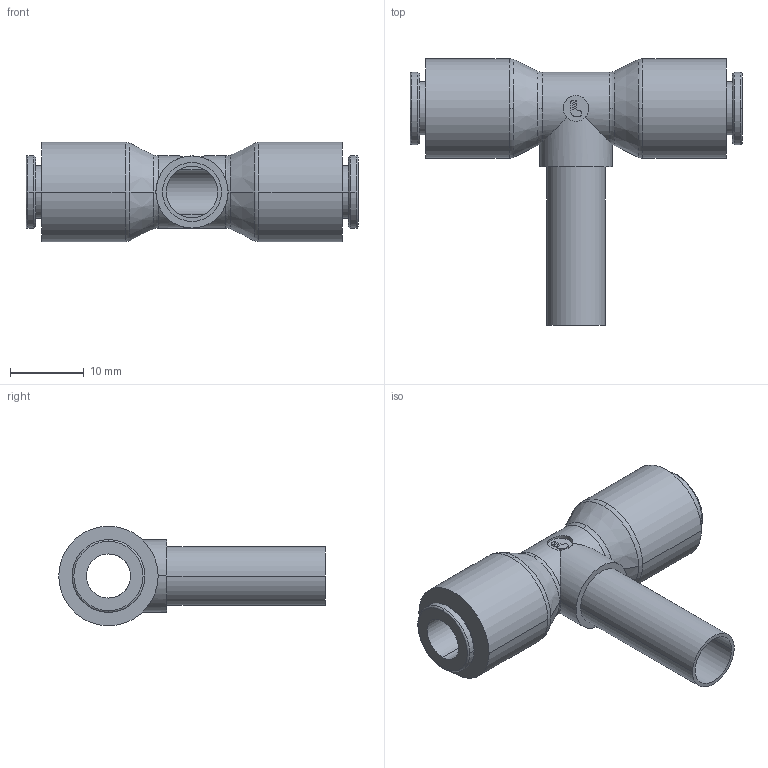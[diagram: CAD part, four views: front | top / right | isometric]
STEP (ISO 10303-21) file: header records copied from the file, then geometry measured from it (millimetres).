
FILE_DESCRIPTION(('STEP AP214'),'1');
FILE_NAME('3188_06_08.stp','2016-07-07T14:59:46',('TraceParts'),('TraceParts S.A.'),'Spatial InterOp 3D',' ',' ');
FILE_SCHEMA(('automotive_design'));
Length unit declared in the file: millimetre
Products named in the file (1): 1
Bounding box: 45.11 x 36.2 x 13.5 mm (x, y, z)
Volume: 4214.3 mm3; surface area: 4134.3 mm2
Topology: 1 solids, 1 shells, 78 faces, 202 edges, 133 vertices
Faces by surface type: cylinder 31, plane 27, torus 12, cone 8
Entity records: 2729 total; most frequent: CARTESIAN_POINT 708, DIRECTION 458, ORIENTED_EDGE 404, EDGE_CURVE 202, AXIS2_PLACEMENT_3D 189, VERTEX_POINT 133, CIRCLE 106, EDGE_LOOP 89
